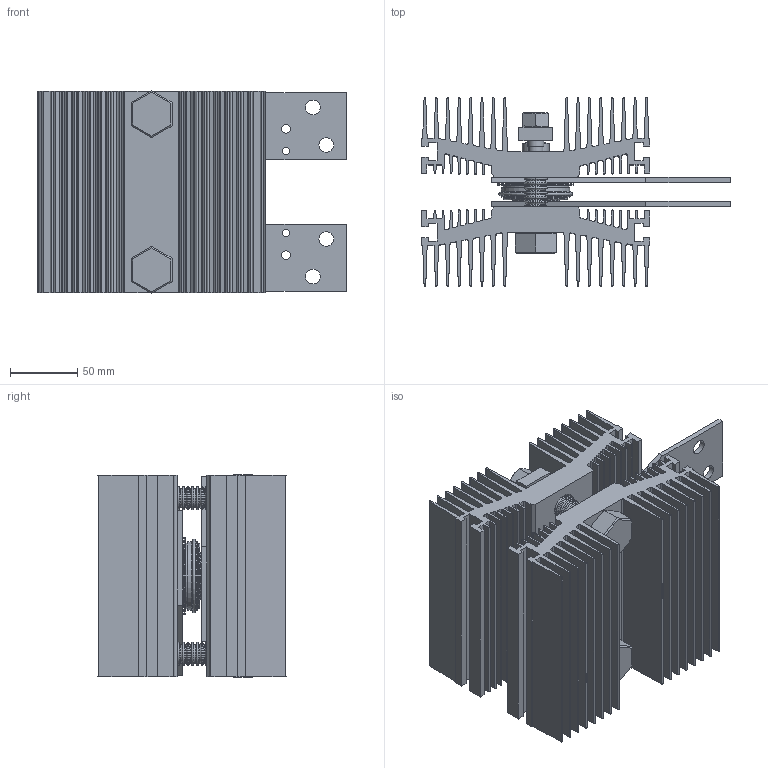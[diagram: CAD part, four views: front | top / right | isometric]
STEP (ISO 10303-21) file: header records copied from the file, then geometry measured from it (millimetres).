
FILE_DESCRIPTION (( 'STEP AP214' ), '1' );
FILE_NAME ('O343-PD41.STEP', '2021-04-20T07:00:17', ( '' ), ( '' ), 'SwSTEP 2.0', 'SolidWorks 2018', '' );
FILE_SCHEMA (( 'AUTOMOTIVE_DESIGN' ));
Length unit declared in the file: millimetre
Products named in the file (1): O343-PD41
Bounding box: 230 x 139.99 x 151 mm (x, y, z)
Volume: 1403487.8 mm3; surface area: 667188.8 mm2
Topology: 25 solids, 25 shells, 1119 faces, 2732 edges, 1676 vertices
Faces by surface type: plane 433, cylinder 298, cone 198, torus 188, sphere 2
Entity records: 45573 total; most frequent: DIRECTION 6092, CARTESIAN_POINT 5826, ORIENTED_EDGE 5444, EDGE_CURVE 2722, AXIS2_PLACEMENT_3D 2294, VERTEX_POINT 1676, LINE 1504, VECTOR 1504
